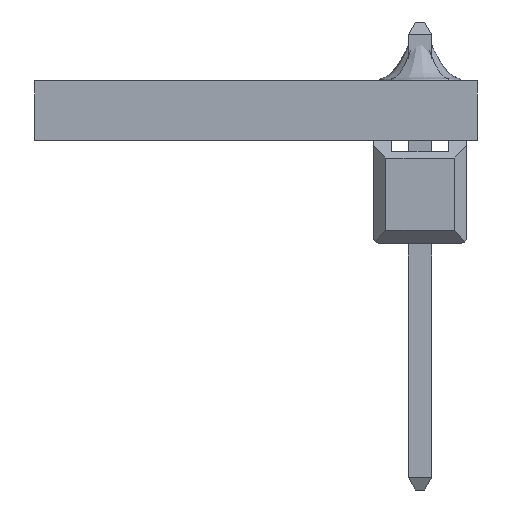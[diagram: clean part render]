
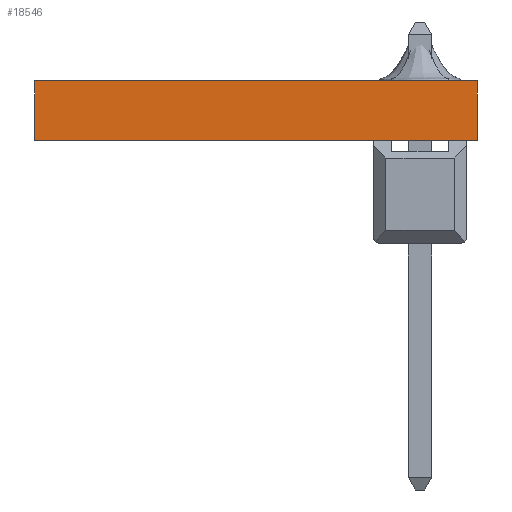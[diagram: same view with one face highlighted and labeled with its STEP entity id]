
A CAD part, left-side view. The second image highlights one B-rep face of the part: STEP entity #18546.
In plain terms, the highlighted planar face has unit normal (-1, 0, 0).
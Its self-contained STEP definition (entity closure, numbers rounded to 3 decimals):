
#2888=FACE_OUTER_BOUND('',#3958,.T.);
#3958=EDGE_LOOP('',(#17030,#17031,#17032,#17033));
#5525=LINE('',#35168,#7093);
#5530=LINE('',#40477,#7098);
#5533=LINE('',#40483,#7101);
#5534=LINE('',#40484,#7102);
#7093=VECTOR('',#21727,10.);
#7098=VECTOR('',#21814,10.);
#7101=VECTOR('',#21819,10.);
#7102=VECTOR('',#21820,10.);
#8812=VERTEX_POINT('',#35161);
#8815=VERTEX_POINT('',#35166);
#8909=VERTEX_POINT('',#40476);
#8911=VERTEX_POINT('',#40482);
#11490=EDGE_CURVE('',#8815,#8812,#5525,.T.);
#11636=EDGE_CURVE('',#8815,#8909,#5530,.T.);
#11639=EDGE_CURVE('',#8911,#8909,#5533,.T.);
#11640=EDGE_CURVE('',#8911,#8812,#5534,.T.);
#17030=ORIENTED_EDGE('',*,*,#11636,.T.);
#17031=ORIENTED_EDGE('',*,*,#11639,.F.);
#17032=ORIENTED_EDGE('',*,*,#11640,.T.);
#17033=ORIENTED_EDGE('',*,*,#11490,.F.);
#17551=PLANE('',#19129);
#18546=ADVANCED_FACE('',(#2888),#17551,.F.);
#19129=AXIS2_PLACEMENT_3D('',#40481,#21817,#21818);
#21727=DIRECTION('',(0.,-1.,0.));
#21814=DIRECTION('',(0.,0.,-1.));
#21817=DIRECTION('center_axis',(1.,0.,0.));
#21818=DIRECTION('ref_axis',(0.,0.,-1.));
#21819=DIRECTION('',(0.,1.,0.));
#21820=DIRECTION('',(0.,0.,1.));
#35161=CARTESIAN_POINT('',(-7.8,-5.6,0.011));
#35166=CARTESIAN_POINT('',(-7.8,6.4,0.011));
#35168=CARTESIAN_POINT('',(-7.8,6.4,0.011));
#40476=CARTESIAN_POINT('',(-7.8,6.4,-1.59));
#40477=CARTESIAN_POINT('',(-7.8,6.4,-1.59));
#40481=CARTESIAN_POINT('Origin',(-7.8,-9.32,-1.59));
#40482=CARTESIAN_POINT('',(-7.8,-5.6,-1.59));
#40483=CARTESIAN_POINT('',(-7.8,-9.32,-1.59));
#40484=CARTESIAN_POINT('',(-7.8,-5.6,-1.59));
